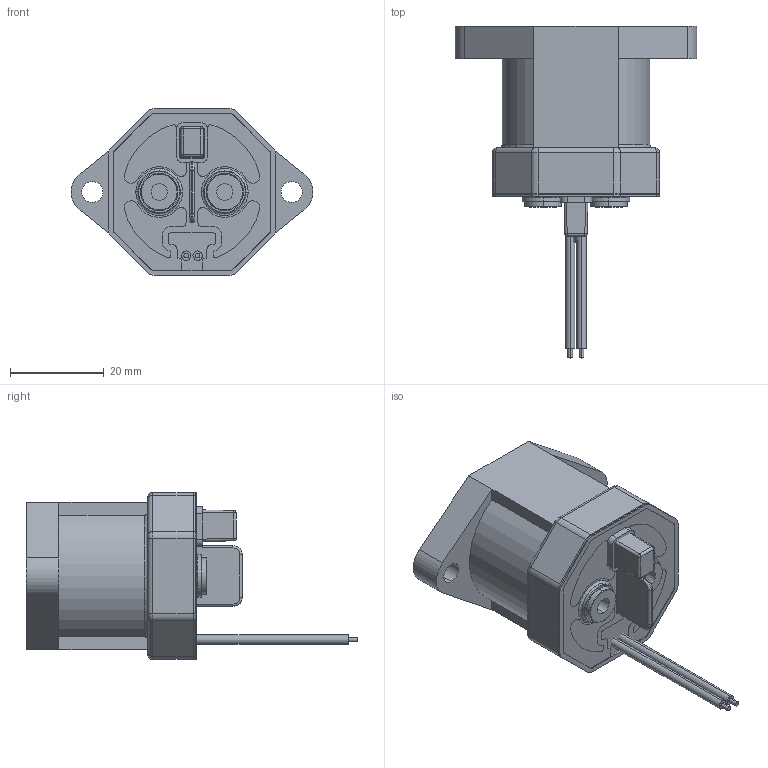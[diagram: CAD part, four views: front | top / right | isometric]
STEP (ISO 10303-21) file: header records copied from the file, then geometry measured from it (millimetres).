
FILE_DESCRIPTION((''),'2;1');
FILE_NAME('1_-EVD10E0001_ASM','2024-04-13T12:47:36',('Fiona.Li'),(''),'CREO PARAMETRIC BY PTC INC, 2021063','CREO PARAMETRIC BY PTC INC, 2021063','');
FILE_SCHEMA(('CONFIG_CONTROL_DESIGN'));
Length unit declared in the file: millimetre
Products named in the file (2): _1_-EVD10E0001; 1_-EVD10E0001_ASM
Assembly tree (1 placements, depth 2):
  1_-EVD10E0001_ASM
    _1_-EVD10E0001
Bounding box: 51.61 x 70.9 x 35.6 mm (x, y, z)
Volume: 332.8 mm3; surface area: 13436.9 mm2
Topology: 1 solids, 100 shells, 527 faces, 1709 edges, 1274 vertices
Faces by surface type: cylinder 242, plane 218, torus 41, cone 13, bspline 9, sphere 4
Entity records: 19789 total; most frequent: CARTESIAN_POINT 4810, DIRECTION 3262, ORIENTED_EDGE 2561, EDGE_CURVE 1705, VERTEX_POINT 1274, AXIS2_PLACEMENT_3D 1132, VECTOR 998, LINE 998
